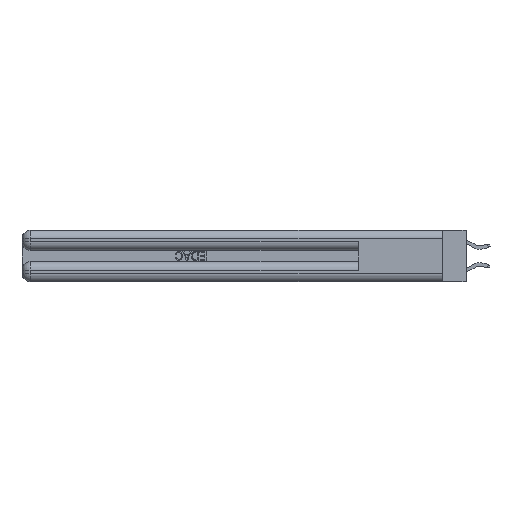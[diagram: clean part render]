
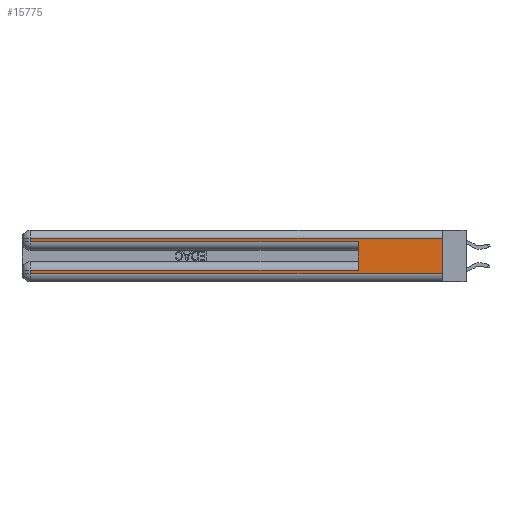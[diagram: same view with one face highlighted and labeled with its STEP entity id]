
A CAD part, left-side view. The second image highlights one B-rep face of the part: STEP entity #15775.
In plain terms, the highlighted planar face has unit normal (-1, 0, 0).
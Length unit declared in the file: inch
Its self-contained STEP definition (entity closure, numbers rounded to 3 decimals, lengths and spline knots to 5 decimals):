
#93 = CARTESIAN_POINT ( 'NONE',  ( 0., 2.94, 0.06 ) ) ;
#257 = ORIENTED_EDGE ( 'NONE', *, *, #7428, .T. ) ;
#699 = ORIENTED_EDGE ( 'NONE', *, *, #22541, .F. ) ;
#924 = VERTEX_POINT ( 'NONE', #9711 ) ;
#1102 = EDGE_CURVE ( 'NONE', #924, #33833, #8338, .T. ) ;
#1373 = DIRECTION ( 'NONE',  ( 0., 0., 1. ) ) ;
#2254 = CARTESIAN_POINT ( 'NONE',  ( 0., 0., 0.31 ) ) ;
#2373 = DIRECTION ( 'NONE',  ( 0., 1., 0. ) ) ;
#2454 = VECTOR ( 'NONE', #2373, 39.37008 ) ;
#3586 = ORIENTED_EDGE ( 'NONE', *, *, #21434, .T. ) ;
#3609 = DIRECTION ( 'NONE',  ( 0., 0., -1. ) ) ;
#5179 = LINE ( 'NONE', #30411, #33956 ) ;
#5856 = CARTESIAN_POINT ( 'NONE',  ( 0., 0., 0.06 ) ) ;
#6346 = AXIS2_PLACEMENT_3D ( 'NONE', #9150, #28079, #11895 ) ;
#6437 = LINE ( 'NONE', #17044, #27189 ) ;
#6773 = VERTEX_POINT ( 'NONE', #8587 ) ;
#7428 = EDGE_CURVE ( 'NONE', #29614, #9956, #5179, .T. ) ;
#8102 = VERTEX_POINT ( 'NONE', #25216 ) ;
#8318 = FACE_OUTER_BOUND ( 'NONE', #11432, .T. ) ;
#8338 = LINE ( 'NONE', #26619, #29048 ) ;
#8587 = CARTESIAN_POINT ( 'NONE',  ( 0., 0.6, 0.285 ) ) ;
#9150 = CARTESIAN_POINT ( 'NONE',  ( 0., 0., 0.37 ) ) ;
#9711 = CARTESIAN_POINT ( 'NONE',  ( 0., 2.94, 0.31 ) ) ;
#9956 = VERTEX_POINT ( 'NONE', #5856 ) ;
#10094 = VECTOR ( 'NONE', #3609, 39.37008 ) ;
#11099 = VECTOR ( 'NONE', #33306, 39.37008 ) ;
#11432 = EDGE_LOOP ( 'NONE', ( #17123, #13651, #20340, #31865, #699, #3586, #24058, #257 ) ) ;
#11687 = CARTESIAN_POINT ( 'NONE',  ( 0., 0., 0.37 ) ) ;
#11895 = DIRECTION ( 'NONE',  ( 0., 0., -1. ) ) ;
#13651 = ORIENTED_EDGE ( 'NONE', *, *, #24852, .T. ) ;
#13732 = CARTESIAN_POINT ( 'NONE',  ( 0., 0., 0.31 ) ) ;
#14241 = DIRECTION ( 'NONE',  ( 0., -1., 0. ) ) ;
#15775 = ADVANCED_FACE ( 'NONE', ( #8318 ), #25257, .F. ) ;
#17044 = CARTESIAN_POINT ( 'NONE',  ( 0., 0.6, 0.145 ) ) ;
#17123 = ORIENTED_EDGE ( 'NONE', *, *, #19371, .F. ) ;
#18474 = VERTEX_POINT ( 'NONE', #13732 ) ;
#18904 = CARTESIAN_POINT ( 'NONE',  ( 0., 2.94, 0.285 ) ) ;
#19306 = DIRECTION ( 'NONE',  ( 0., -1., 0. ) ) ;
#19371 = EDGE_CURVE ( 'NONE', #18474, #9956, #30948, .T. ) ;
#19434 = VECTOR ( 'NONE', #26318, 39.37008 ) ;
#20340 = ORIENTED_EDGE ( 'NONE', *, *, #1102, .T. ) ;
#21286 = EDGE_CURVE ( 'NONE', #25372, #29614, #31650, .T. ) ;
#21434 = EDGE_CURVE ( 'NONE', #8102, #25372, #26598, .T. ) ;
#22049 = CARTESIAN_POINT ( 'NONE',  ( 0., 0., 0.285 ) ) ;
#22541 = EDGE_CURVE ( 'NONE', #8102, #6773, #6437, .T. ) ;
#23533 = CARTESIAN_POINT ( 'NONE',  ( 0., 2.94, 0.085 ) ) ;
#23605 = CARTESIAN_POINT ( 'NONE',  ( 0., 0., 0.085 ) ) ;
#24058 = ORIENTED_EDGE ( 'NONE', *, *, #21286, .T. ) ;
#24069 = LINE ( 'NONE', #2254, #2454 ) ;
#24852 = EDGE_CURVE ( 'NONE', #18474, #924, #24069, .T. ) ;
#25216 = CARTESIAN_POINT ( 'NONE',  ( 0., 0.6, 0.085 ) ) ;
#25257 = PLANE ( 'NONE',  #6346 ) ;
#25372 = VERTEX_POINT ( 'NONE', #23533 ) ;
#26318 = DIRECTION ( 'NONE',  ( 0., 1., 0. ) ) ;
#26598 = LINE ( 'NONE', #23605, #19434 ) ;
#26619 = CARTESIAN_POINT ( 'NONE',  ( 0., 2.94, 0.37 ) ) ;
#27189 = VECTOR ( 'NONE', #1373, 39.37008 ) ;
#27429 = VECTOR ( 'NONE', #19306, 39.37008 ) ;
#28079 = DIRECTION ( 'NONE',  ( 1., 0., 0. ) ) ;
#28271 = LINE ( 'NONE', #22049, #27429 ) ;
#28991 = EDGE_CURVE ( 'NONE', #33833, #6773, #28271, .T. ) ;
#29048 = VECTOR ( 'NONE', #32032, 39.37008 ) ;
#29614 = VERTEX_POINT ( 'NONE', #93 ) ;
#30411 = CARTESIAN_POINT ( 'NONE',  ( 0., 0., 0.06 ) ) ;
#30948 = LINE ( 'NONE', #11687, #11099 ) ;
#31650 = LINE ( 'NONE', #33302, #10094 ) ;
#31865 = ORIENTED_EDGE ( 'NONE', *, *, #28991, .T. ) ;
#32032 = DIRECTION ( 'NONE',  ( 0., 0., -1. ) ) ;
#33302 = CARTESIAN_POINT ( 'NONE',  ( 0., 2.94, 0.37 ) ) ;
#33306 = DIRECTION ( 'NONE',  ( 0., 0., -1. ) ) ;
#33833 = VERTEX_POINT ( 'NONE', #18904 ) ;
#33956 = VECTOR ( 'NONE', #14241, 39.37008 ) ;
